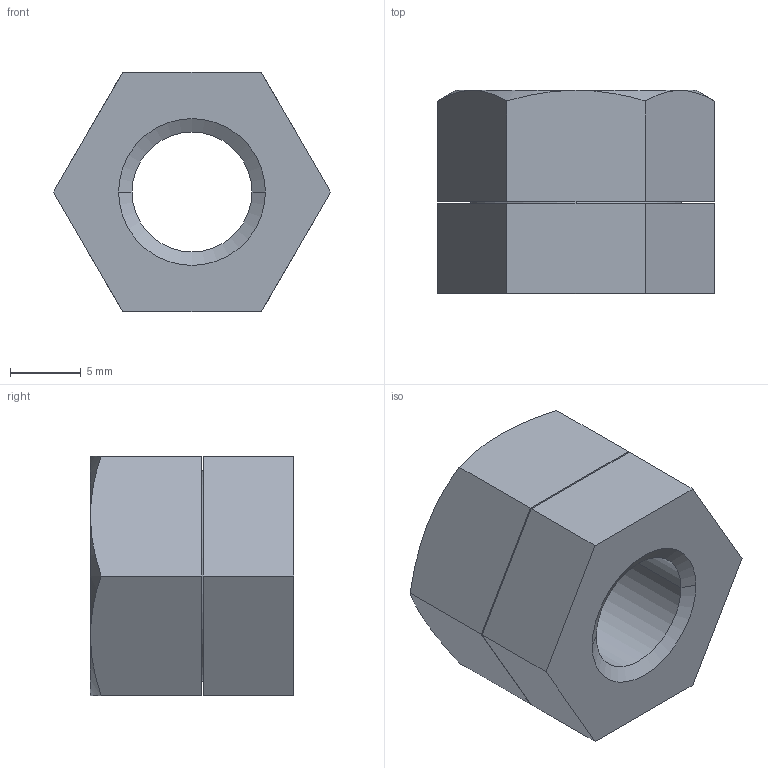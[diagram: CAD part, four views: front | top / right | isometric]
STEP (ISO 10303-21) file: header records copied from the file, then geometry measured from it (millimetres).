
FILE_DESCRIPTION((''),'2;1');
FILE_NAME('0RSTD010_____0','2019-10-29T13:56:46',('kim.bk'),(''),'CREO PARAMETRIC BY PTC INC, 2019010','CREO PARAMETRIC BY PTC INC, 2019010','');
FILE_SCHEMA(('CONFIG_CONTROL_DESIGN'));
Length unit declared in the file: millimetre
Products named in the file (1): 0RSTD010_____0
Bounding box: 19.63 x 14.4 x 17 mm (x, y, z)
Volume: 2739.6 mm3; surface area: 2328.7 mm2
Topology: 2 solids, 2 shells, 293 faces, 803 edges, 532 vertices
Faces by surface type: plane 275, cone 14, cylinder 4
Entity records: 9201 total; most frequent: CARTESIAN_POINT 1706, ORIENTED_EDGE 1606, DIRECTION 1403, EDGE_CURVE 803, VECTOR 765, LINE 765, VERTEX_POINT 532, AXIS2_PLACEMENT_3D 319
